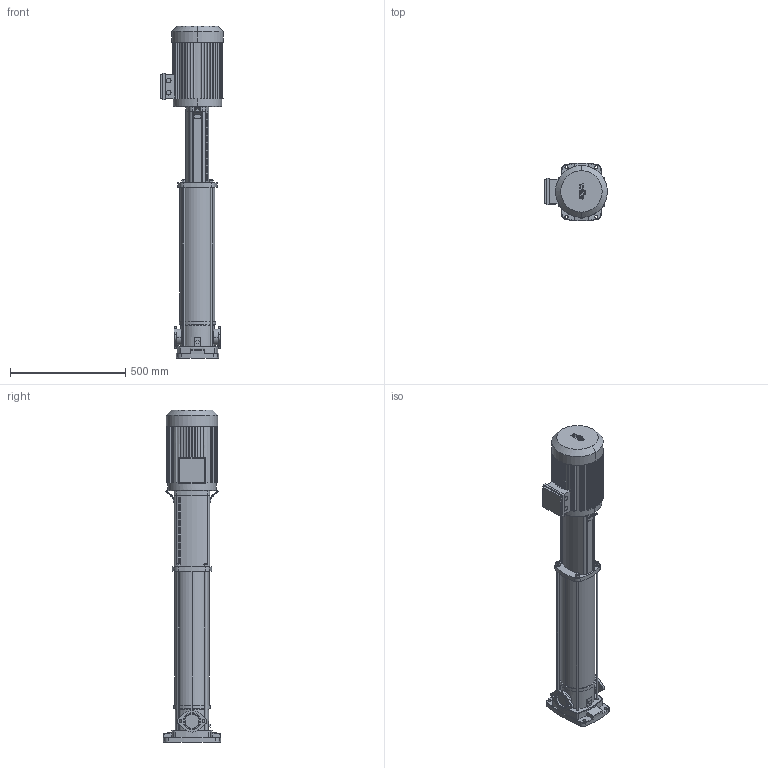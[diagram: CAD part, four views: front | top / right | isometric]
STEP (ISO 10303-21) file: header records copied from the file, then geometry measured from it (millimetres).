
FILE_DESCRIPTION((''),'2;1');
FILE_NAME('3d_HelixV1610-1_16_E_KS-4141177.stp','2016-08-24T08:51:13',(''),(''),'Mechanical Desktop 2009','Mechanical Desktop 2009',', , ');
FILE_SCHEMA(('CONFIG_CONTROL_DESIGN'));
Length unit declared in the file: millimetre
Products named in the file (1): Product
Bounding box: 272.5 x 252 x 1443.2 mm (x, y, z)
Volume: 30245874.4 mm3; surface area: 1585574.9 mm2
Topology: 19 solids, 19 shells, 807 faces, 2196 edges, 1451 vertices
Faces by surface type: plane 446, bspline 165, cylinder 160, torus 20, cone 12, sphere 4
Entity records: 27090 total; most frequent: CARTESIAN_POINT 6226, ORIENTED_EDGE 4392, DIRECTION 4181, EDGE_CURVE 2196, VERTEX_POINT 1451, AXIS2_PLACEMENT_3D 1408, VECTOR 1365, LINE 1365
